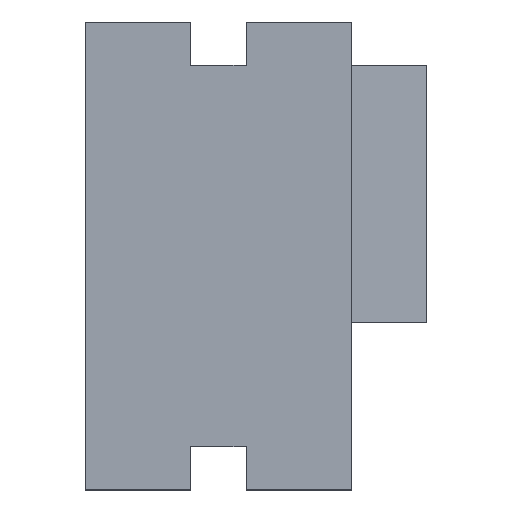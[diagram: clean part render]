
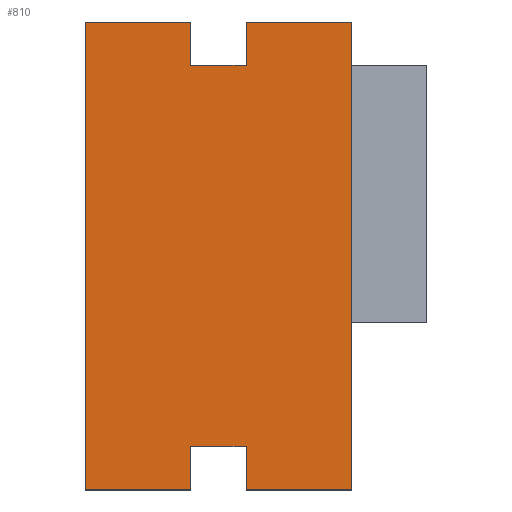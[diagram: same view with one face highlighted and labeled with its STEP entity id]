
A CAD part, top view. The second image highlights one B-rep face of the part: STEP entity #810.
In plain terms, the highlighted planar face has unit normal (0, 0, 1).
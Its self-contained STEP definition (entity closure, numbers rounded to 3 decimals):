
#32 = EDGE_CURVE ( 'NONE', #791, #783, #1816, .T. ) ;
#39 = CARTESIAN_POINT ( 'NONE',  ( -9.4, 0., 9.4 ) ) ;
#47 = LINE ( 'NONE', #481, #2191 ) ;
#69 = VECTOR ( 'NONE', #1621, 1000. ) ;
#79 = CARTESIAN_POINT ( 'NONE',  ( -9.4, 33., 9.4 ) ) ;
#116 = CARTESIAN_POINT ( 'NONE',  ( -1.95, 29.95, 9.4 ) ) ;
#130 = EDGE_CURVE ( 'NONE', #1641, #2377, #434, .T. ) ;
#148 = DIRECTION ( 'NONE',  ( 0., -1., 0. ) ) ;
#165 = VECTOR ( 'NONE', #598, 1000. ) ;
#167 = AXIS2_PLACEMENT_3D ( 'NONE', #808, #1593, #2364 ) ;
#172 = LINE ( 'NONE', #948, #1923 ) ;
#179 = CARTESIAN_POINT ( 'NONE',  ( -9.4, 33., 9.4 ) ) ;
#230 = CARTESIAN_POINT ( 'NONE',  ( -1.95, 33., 9.4 ) ) ;
#311 = EDGE_CURVE ( 'NONE', #1567, #1156, #1634, .T. ) ;
#314 = CARTESIAN_POINT ( 'NONE',  ( 9.4, 33., 9.4 ) ) ;
#336 = ORIENTED_EDGE ( 'NONE', *, *, #130, .F. ) ;
#349 = CARTESIAN_POINT ( 'NONE',  ( 9.4, 33., 9.4 ) ) ;
#392 = DIRECTION ( 'NONE',  ( 1., 0., 0. ) ) ;
#410 = CARTESIAN_POINT ( 'NONE',  ( 1.95, 3.05, 9.4 ) ) ;
#434 = LINE ( 'NONE', #449, #1748 ) ;
#439 = EDGE_CURVE ( 'NONE', #1156, #1206, #1708, .T. ) ;
#444 = VECTOR ( 'NONE', #2165, 1000. ) ;
#449 = CARTESIAN_POINT ( 'NONE',  ( -1.95, 36.05, 9.4 ) ) ;
#476 = CARTESIAN_POINT ( 'NONE',  ( -9.4, 0., 9.4 ) ) ;
#481 = CARTESIAN_POINT ( 'NONE',  ( -1.95, 29.95, 9.4 ) ) ;
#563 = DIRECTION ( 'NONE',  ( 1., 0., 0. ) ) ;
#588 = LINE ( 'NONE', #410, #444 ) ;
#598 = DIRECTION ( 'NONE',  ( 1., 0., 0. ) ) ;
#623 = CARTESIAN_POINT ( 'NONE',  ( -9.4, 33., 9.4 ) ) ;
#636 = CARTESIAN_POINT ( 'NONE',  ( -9.4, 0., 9.4 ) ) ;
#652 = DIRECTION ( 'NONE',  ( 1., 0., 0. ) ) ;
#654 = ORIENTED_EDGE ( 'NONE', *, *, #1350, .F. ) ;
#660 = VERTEX_POINT ( 'NONE', #770 ) ;
#690 = ORIENTED_EDGE ( 'NONE', *, *, #32, .T. ) ;
#767 = DIRECTION ( 'NONE',  ( 0., -1., 0. ) ) ;
#770 = CARTESIAN_POINT ( 'NONE',  ( -1.95, 0., 9.4 ) ) ;
#783 = VERTEX_POINT ( 'NONE', #636 ) ;
#791 = VERTEX_POINT ( 'NONE', #623 ) ;
#808 = CARTESIAN_POINT ( 'NONE',  ( -9.4, 33., 9.4 ) ) ;
#810 = ADVANCED_FACE ( 'NONE', ( #823 ), #1565, .F. ) ;
#817 = LINE ( 'NONE', #2342, #1050 ) ;
#823 = FACE_OUTER_BOUND ( 'NONE', #950, .T. ) ;
#848 = VECTOR ( 'NONE', #652, 1000. ) ;
#854 = DIRECTION ( 'NONE',  ( 0., -1., 0. ) ) ;
#942 = CARTESIAN_POINT ( 'NONE',  ( 1.95, 29.95, 9.4 ) ) ;
#948 = CARTESIAN_POINT ( 'NONE',  ( -1.95, 3.05, 9.4 ) ) ;
#950 = EDGE_LOOP ( 'NONE', ( #1348, #2070, #2211, #336, #1834, #690, #1440, #654, #2293, #2038, #1432, #1690 ) ) ;
#964 = VECTOR ( 'NONE', #392, 1000. ) ;
#981 = EDGE_CURVE ( 'NONE', #2377, #1567, #47, .T. ) ;
#1015 = DIRECTION ( 'NONE',  ( 1., 0., 0. ) ) ;
#1042 = CARTESIAN_POINT ( 'NONE',  ( 1.95, 36.05, 9.4 ) ) ;
#1050 = VECTOR ( 'NONE', #1587, 1000. ) ;
#1131 = EDGE_CURVE ( 'NONE', #1206, #1253, #1279, .T. ) ;
#1156 = VERTEX_POINT ( 'NONE', #1846 ) ;
#1206 = VERTEX_POINT ( 'NONE', #349 ) ;
#1253 = VERTEX_POINT ( 'NONE', #2482 ) ;
#1279 = LINE ( 'NONE', #314, #1453 ) ;
#1348 = ORIENTED_EDGE ( 'NONE', *, *, #439, .F. ) ;
#1350 = EDGE_CURVE ( 'NONE', #2281, #660, #172, .T. ) ;
#1398 = VECTOR ( 'NONE', #563, 1000. ) ;
#1432 = ORIENTED_EDGE ( 'NONE', *, *, #2246, .T. ) ;
#1440 = ORIENTED_EDGE ( 'NONE', *, *, #1684, .T. ) ;
#1453 = VECTOR ( 'NONE', #148, 1000. ) ;
#1496 = VERTEX_POINT ( 'NONE', #2155 ) ;
#1565 = PLANE ( 'NONE',  #167 ) ;
#1567 = VERTEX_POINT ( 'NONE', #942 ) ;
#1574 = VERTEX_POINT ( 'NONE', #2112 ) ;
#1587 = DIRECTION ( 'NONE',  ( -1., 0., 0. ) ) ;
#1593 = DIRECTION ( 'NONE',  ( 0., 0., -1. ) ) ;
#1597 = DIRECTION ( 'NONE',  ( 0., -1., 0. ) ) ;
#1621 = DIRECTION ( 'NONE',  ( 0., 1., 0. ) ) ;
#1634 = LINE ( 'NONE', #1042, #69 ) ;
#1641 = VERTEX_POINT ( 'NONE', #230 ) ;
#1684 = EDGE_CURVE ( 'NONE', #783, #660, #1731, .T. ) ;
#1690 = ORIENTED_EDGE ( 'NONE', *, *, #1131, .F. ) ;
#1708 = LINE ( 'NONE', #179, #964 ) ;
#1731 = LINE ( 'NONE', #39, #165 ) ;
#1748 = VECTOR ( 'NONE', #1597, 1000. ) ;
#1801 = CARTESIAN_POINT ( 'NONE',  ( -1.95, 3.05, 9.4 ) ) ;
#1816 = LINE ( 'NONE', #79, #2251 ) ;
#1834 = ORIENTED_EDGE ( 'NONE', *, *, #2383, .F. ) ;
#1846 = CARTESIAN_POINT ( 'NONE',  ( 1.95, 33., 9.4 ) ) ;
#1885 = CARTESIAN_POINT ( 'NONE',  ( -9.4, 33., 9.4 ) ) ;
#1923 = VECTOR ( 'NONE', #767, 1000. ) ;
#2038 = ORIENTED_EDGE ( 'NONE', *, *, #2137, .F. ) ;
#2070 = ORIENTED_EDGE ( 'NONE', *, *, #311, .F. ) ;
#2090 = EDGE_CURVE ( 'NONE', #1574, #2281, #817, .T. ) ;
#2112 = CARTESIAN_POINT ( 'NONE',  ( 1.95, 3.05, 9.4 ) ) ;
#2137 = EDGE_CURVE ( 'NONE', #1496, #1574, #588, .T. ) ;
#2155 = CARTESIAN_POINT ( 'NONE',  ( 1.95, 0., 9.4 ) ) ;
#2165 = DIRECTION ( 'NONE',  ( 0., 1., 0. ) ) ;
#2191 = VECTOR ( 'NONE', #1015, 1000. ) ;
#2193 = LINE ( 'NONE', #476, #848 ) ;
#2211 = ORIENTED_EDGE ( 'NONE', *, *, #981, .F. ) ;
#2246 = EDGE_CURVE ( 'NONE', #1496, #1253, #2193, .T. ) ;
#2251 = VECTOR ( 'NONE', #854, 1000. ) ;
#2281 = VERTEX_POINT ( 'NONE', #1801 ) ;
#2293 = ORIENTED_EDGE ( 'NONE', *, *, #2090, .F. ) ;
#2342 = CARTESIAN_POINT ( 'NONE',  ( -1.95, 3.05, 9.4 ) ) ;
#2364 = DIRECTION ( 'NONE',  ( -1., 0., 0. ) ) ;
#2377 = VERTEX_POINT ( 'NONE', #116 ) ;
#2383 = EDGE_CURVE ( 'NONE', #791, #1641, #2439, .T. ) ;
#2439 = LINE ( 'NONE', #1885, #1398 ) ;
#2482 = CARTESIAN_POINT ( 'NONE',  ( 9.4, 0., 9.4 ) ) ;
